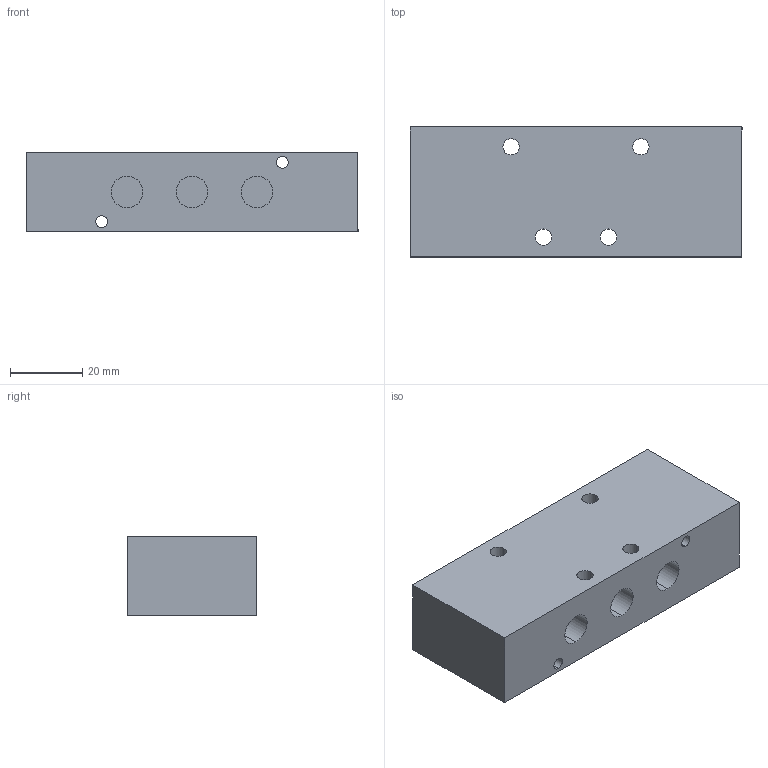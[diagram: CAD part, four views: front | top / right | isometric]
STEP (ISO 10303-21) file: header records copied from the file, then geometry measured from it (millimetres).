
FILE_DESCRIPTION (( 'STEP AP203' ), '1' );
FILE_NAME ('P.533.501.GTT.STEP', '2018-11-22T13:59:18', ( '' ), ( '' ), 'SwSTEP 2.0', 'SolidWorks 2013', '' );
FILE_SCHEMA (( 'CONFIG_CONTROL_DESIGN' ));
Length unit declared in the file: millimetre
Products named in the file (1): P.533.501.GTT
Bounding box: 92 x 36 x 22 mm (x, y, z)
Volume: 66650.7 mm3; surface area: 16465.5 mm2
Topology: 3 solids, 3 shells, 47 faces, 102 edges, 68 vertices
Faces by surface type: cylinder 30, plane 17
Entity records: 1413 total; most frequent: DIRECTION 258, CARTESIAN_POINT 218, ORIENTED_EDGE 204, AXIS2_PLACEMENT_3D 108, EDGE_CURVE 102, VERTEX_POINT 68, EDGE_LOOP 66, CIRCLE 60
